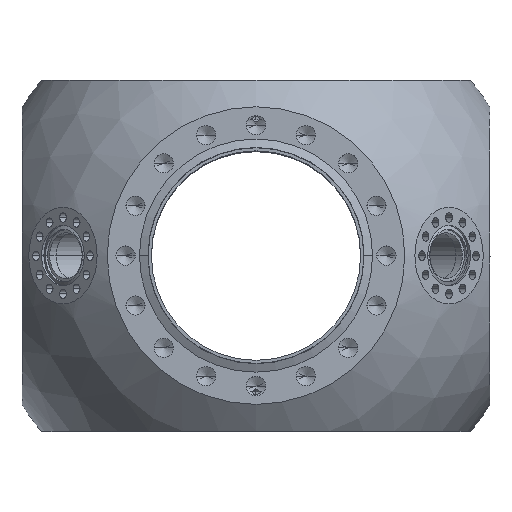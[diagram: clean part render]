
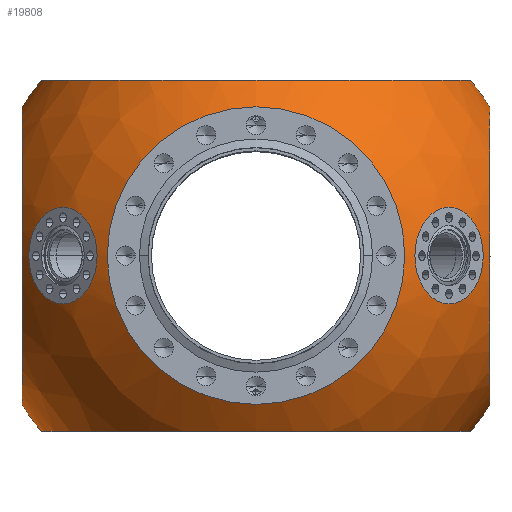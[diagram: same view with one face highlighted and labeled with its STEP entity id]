
A CAD part, top view. The second image highlights one B-rep face of the part: STEP entity #19808.
In plain terms, the highlighted spherical face has radius 98 mm.
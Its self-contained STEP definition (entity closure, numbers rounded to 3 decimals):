
#565 = AXIS2_PLACEMENT_3D ( 'NONE', #17178, #9886, #5436 ) ;
#1086 = DIRECTION ( 'NONE',  ( 0., 0., 1. ) ) ;
#1108 = DIRECTION ( 'NONE',  ( 0., -1., 0. ) ) ;
#2016 = CARTESIAN_POINT ( 'NONE',  ( -68.236, 0., 68.236 ) ) ;
#2138 = AXIS2_PLACEMENT_3D ( 'NONE', #4151, #8344, #20569 ) ;
#2150 = CARTESIAN_POINT ( 'NONE',  ( -82.7, -52.581, 0. ) ) ;
#2290 = CIRCLE ( 'NONE', #21532, 52.581 ) ;
#2554 = CARTESIAN_POINT ( 'NONE',  ( 80.314, 0., 56.158 ) ) ;
#2565 = VERTEX_POINT ( 'NONE', #19708 ) ;
#3184 = DIRECTION ( 'NONE',  ( -0.707, 0., 0.707 ) ) ;
#3194 = VERTEX_POINT ( 'NONE', #9417 ) ;
#3586 = EDGE_CURVE ( 'NONE', #11204, #22158, #4661, .T. ) ;
#3609 = CARTESIAN_POINT ( 'NONE',  ( 0., 0., 0. ) ) ;
#3639 = ORIENTED_EDGE ( 'NONE', *, *, #19137, .F. ) ;
#4151 = CARTESIAN_POINT ( 'NONE',  ( -82.7, 0., 0. ) ) ;
#4587 = DIRECTION ( 'NONE',  ( -0.707, 0., -0.707 ) ) ;
#4661 = CIRCLE ( 'NONE', #9097, 17.081 ) ;
#5436 = DIRECTION ( 'NONE',  ( -1., 0., 0. ) ) ;
#5521 = DIRECTION ( 'NONE',  ( -0.707, 0., -0.707 ) ) ;
#5908 = EDGE_CURVE ( 'NONE', #2565, #8707, #23376, .T. ) ;
#6272 = CARTESIAN_POINT ( 'NONE',  ( -80.314, 0., 56.158 ) ) ;
#6941 = ORIENTED_EDGE ( 'NONE', *, *, #3586, .T. ) ;
#6966 = VERTEX_POINT ( 'NONE', #12563 ) ;
#7350 = AXIS2_PLACEMENT_3D ( 'NONE', #2016, #23652, #11427 ) ;
#7363 = CARTESIAN_POINT ( 'NONE',  ( 0., 0., 0. ) ) ;
#7825 = CIRCLE ( 'NONE', #7350, 17.081 ) ;
#7963 = DIRECTION ( 'NONE',  ( 0., 1., 0. ) ) ;
#8156 = AXIS2_PLACEMENT_3D ( 'NONE', #22309, #1108, #10519 ) ;
#8344 = DIRECTION ( 'NONE',  ( -1., 0., 0. ) ) ;
#8457 = CIRCLE ( 'NONE', #565, 98. ) ;
#8649 = EDGE_CURVE ( 'NONE', #15367, #10091, #23021, .T. ) ;
#8707 = VERTEX_POINT ( 'NONE', #6272 ) ;
#9066 = ORIENTED_EDGE ( 'NONE', *, *, #17036, .F. ) ;
#9097 = AXIS2_PLACEMENT_3D ( 'NONE', #26500, #5521, #3184 ) ;
#9250 = EDGE_CURVE ( 'NONE', #10452, #6966, #2290, .T. ) ;
#9369 = DIRECTION ( 'NONE',  ( -0.707, 0., 0.707 ) ) ;
#9417 = CARTESIAN_POINT ( 'NONE',  ( 82.7, -52.581, 0. ) ) ;
#9498 = DIRECTION ( 'NONE',  ( 0., 0., 1. ) ) ;
#9848 = CARTESIAN_POINT ( 'NONE',  ( -68.236, 0., 68.236 ) ) ;
#9886 = DIRECTION ( 'NONE',  ( 0., 0., -1. ) ) ;
#9953 = DIRECTION ( 'NONE',  ( 1., 0., 0. ) ) ;
#10014 = ORIENTED_EDGE ( 'NONE', *, *, #20566, .F. ) ;
#10091 = VERTEX_POINT ( 'NONE', #28325 ) ;
#10256 = AXIS2_PLACEMENT_3D ( 'NONE', #16350, #4587, #9369 ) ;
#10309 = ORIENTED_EDGE ( 'NONE', *, *, #29565, .T. ) ;
#10452 = VERTEX_POINT ( 'NONE', #21530 ) ;
#10519 = DIRECTION ( 'NONE',  ( 0., 0., -1. ) ) ;
#10669 = AXIS2_PLACEMENT_3D ( 'NONE', #3609, #13041, #22324 ) ;
#10792 = EDGE_CURVE ( 'NONE', #8707, #2565, #7825, .T. ) ;
#11011 = ORIENTED_EDGE ( 'NONE', *, *, #19049, .F. ) ;
#11204 = VERTEX_POINT ( 'NONE', #2554 ) ;
#11427 = DIRECTION ( 'NONE',  ( -0.707, 0., -0.707 ) ) ;
#11522 = DIRECTION ( 'NONE',  ( 1., 0., 0. ) ) ;
#12478 = DIRECTION ( 'NONE',  ( -0.707, 0., -0.707 ) ) ;
#12563 = CARTESIAN_POINT ( 'NONE',  ( 52.581, 0., 82.7 ) ) ;
#13022 = DIRECTION ( 'NONE',  ( -1., 0., 0. ) ) ;
#13041 = DIRECTION ( 'NONE',  ( 0., 0., -1. ) ) ;
#13111 = EDGE_LOOP ( 'NONE', ( #9066, #3639, #15048, #19262, #28866, #14701, #11011, #25293 ) ) ;
#13352 = DIRECTION ( 'NONE',  ( 0., 0., -1. ) ) ;
#14004 = CARTESIAN_POINT ( 'NONE',  ( -75.895, 62., 0. ) ) ;
#14179 = CARTESIAN_POINT ( 'NONE',  ( 82.7, 0., 0. ) ) ;
#14701 = ORIENTED_EDGE ( 'NONE', *, *, #24477, .F. ) ;
#14968 = DIRECTION ( 'NONE',  ( 0., 0., 1. ) ) ;
#14973 = VERTEX_POINT ( 'NONE', #14004 ) ;
#15048 = ORIENTED_EDGE ( 'NONE', *, *, #27678, .T. ) ;
#15056 = SPHERICAL_SURFACE ( 'NONE', #10669, 98. ) ;
#15063 = CIRCLE ( 'NONE', #8156, 75.895 ) ;
#15333 = DIRECTION ( 'NONE',  ( 1., 0., 0. ) ) ;
#15367 = VERTEX_POINT ( 'NONE', #26570 ) ;
#15462 = ORIENTED_EDGE ( 'NONE', *, *, #10792, .T. ) ;
#15974 = EDGE_LOOP ( 'NONE', ( #10309, #6941 ) ) ;
#16350 = CARTESIAN_POINT ( 'NONE',  ( 68.236, 0., 68.236 ) ) ;
#17036 = EDGE_CURVE ( 'NONE', #19617, #25333, #8457, .T. ) ;
#17178 = CARTESIAN_POINT ( 'NONE',  ( 0., 0., 0. ) ) ;
#17451 = EDGE_LOOP ( 'NONE', ( #15462, #23961 ) ) ;
#18035 = CARTESIAN_POINT ( 'NONE',  ( 0., 0., 0. ) ) ;
#18094 = EDGE_CURVE ( 'NONE', #25333, #25933, #26781, .T. ) ;
#19013 = CIRCLE ( 'NONE', #26349, 98. ) ;
#19049 = EDGE_CURVE ( 'NONE', #25933, #14973, #27884, .T. ) ;
#19137 = EDGE_CURVE ( 'NONE', #24659, #19617, #15063, .T. ) ;
#19262 = ORIENTED_EDGE ( 'NONE', *, *, #28532, .F. ) ;
#19362 = EDGE_LOOP ( 'NONE', ( #10014, #26910 ) ) ;
#19566 = CIRCLE ( 'NONE', #27411, 52.581 ) ;
#19617 = VERTEX_POINT ( 'NONE', #23118 ) ;
#19708 = CARTESIAN_POINT ( 'NONE',  ( -56.158, 0., 80.314 ) ) ;
#19732 = DIRECTION ( 'NONE',  ( 0., 0., 1. ) ) ;
#19808 = ADVANCED_FACE ( 'NONE', ( #22471, #22174, #27233, #24465 ), #15056, .T. ) ;
#19920 = AXIS2_PLACEMENT_3D ( 'NONE', #9848, #23633, #12478 ) ;
#20566 = EDGE_CURVE ( 'NONE', #6966, #10452, #22041, .T. ) ;
#20569 = DIRECTION ( 'NONE',  ( 0., 0., 1. ) ) ;
#20702 = DIRECTION ( 'NONE',  ( 0., 0., 1. ) ) ;
#21415 = CARTESIAN_POINT ( 'NONE',  ( 0., 0., 82.7 ) ) ;
#21530 = CARTESIAN_POINT ( 'NONE',  ( -52.581, 0., 82.7 ) ) ;
#21532 = AXIS2_PLACEMENT_3D ( 'NONE', #27192, #1086, #15333 ) ;
#21567 = AXIS2_PLACEMENT_3D ( 'NONE', #21415, #20702, #30218 ) ;
#22041 = CIRCLE ( 'NONE', #21567, 52.581 ) ;
#22158 = VERTEX_POINT ( 'NONE', #25341 ) ;
#22174 = FACE_BOUND ( 'NONE', #15974, .T. ) ;
#22309 = CARTESIAN_POINT ( 'NONE',  ( 0., -62., 0. ) ) ;
#22324 = DIRECTION ( 'NONE',  ( 1., 0., 0. ) ) ;
#22471 = FACE_OUTER_BOUND ( 'NONE', #13111, .T. ) ;
#23021 = CIRCLE ( 'NONE', #26432, 98. ) ;
#23118 = CARTESIAN_POINT ( 'NONE',  ( -75.895, -62., 0. ) ) ;
#23131 = DIRECTION ( 'NONE',  ( 0., 0., -1. ) ) ;
#23376 = CIRCLE ( 'NONE', #19920, 17.081 ) ;
#23633 = DIRECTION ( 'NONE',  ( 0.707, 0., -0.707 ) ) ;
#23652 = DIRECTION ( 'NONE',  ( 0.707, 0., -0.707 ) ) ;
#23961 = ORIENTED_EDGE ( 'NONE', *, *, #5908, .T. ) ;
#24465 = FACE_BOUND ( 'NONE', #19362, .T. ) ;
#24477 = EDGE_CURVE ( 'NONE', #14973, #10091, #27622, .T. ) ;
#24659 = VERTEX_POINT ( 'NONE', #25558 ) ;
#24672 = AXIS2_PLACEMENT_3D ( 'NONE', #24943, #7963, #19732 ) ;
#24943 = CARTESIAN_POINT ( 'NONE',  ( 0., 62., 0. ) ) ;
#25047 = CARTESIAN_POINT ( 'NONE',  ( -82.7, 52.581, 0. ) ) ;
#25293 = ORIENTED_EDGE ( 'NONE', *, *, #18094, .F. ) ;
#25333 = VERTEX_POINT ( 'NONE', #2150 ) ;
#25341 = CARTESIAN_POINT ( 'NONE',  ( 56.158, 0., 80.314 ) ) ;
#25558 = CARTESIAN_POINT ( 'NONE',  ( 75.895, -62., 0. ) ) ;
#25933 = VERTEX_POINT ( 'NONE', #25047 ) ;
#26349 = AXIS2_PLACEMENT_3D ( 'NONE', #7363, #9498, #9953 ) ;
#26432 = AXIS2_PLACEMENT_3D ( 'NONE', #18035, #14968, #26832 ) ;
#26500 = CARTESIAN_POINT ( 'NONE',  ( 68.236, 0., 68.236 ) ) ;
#26570 = CARTESIAN_POINT ( 'NONE',  ( 82.7, 52.581, 0. ) ) ;
#26781 = CIRCLE ( 'NONE', #2138, 52.581 ) ;
#26832 = DIRECTION ( 'NONE',  ( 1., 0., 0. ) ) ;
#26910 = ORIENTED_EDGE ( 'NONE', *, *, #9250, .F. ) ;
#27192 = CARTESIAN_POINT ( 'NONE',  ( 0., 0., 82.7 ) ) ;
#27233 = FACE_BOUND ( 'NONE', #17451, .T. ) ;
#27411 = AXIS2_PLACEMENT_3D ( 'NONE', #14179, #11522, #23131 ) ;
#27622 = CIRCLE ( 'NONE', #24672, 75.895 ) ;
#27678 = EDGE_CURVE ( 'NONE', #24659, #3194, #19013, .T. ) ;
#27884 = CIRCLE ( 'NONE', #29346, 98. ) ;
#28020 = CIRCLE ( 'NONE', #10256, 17.081 ) ;
#28325 = CARTESIAN_POINT ( 'NONE',  ( 75.895, 62., 0. ) ) ;
#28532 = EDGE_CURVE ( 'NONE', #15367, #3194, #19566, .T. ) ;
#28866 = ORIENTED_EDGE ( 'NONE', *, *, #8649, .T. ) ;
#29346 = AXIS2_PLACEMENT_3D ( 'NONE', #29665, #13352, #13022 ) ;
#29565 = EDGE_CURVE ( 'NONE', #22158, #11204, #28020, .T. ) ;
#29665 = CARTESIAN_POINT ( 'NONE',  ( 0., 0., 0. ) ) ;
#30218 = DIRECTION ( 'NONE',  ( 1., 0., 0. ) ) ;
